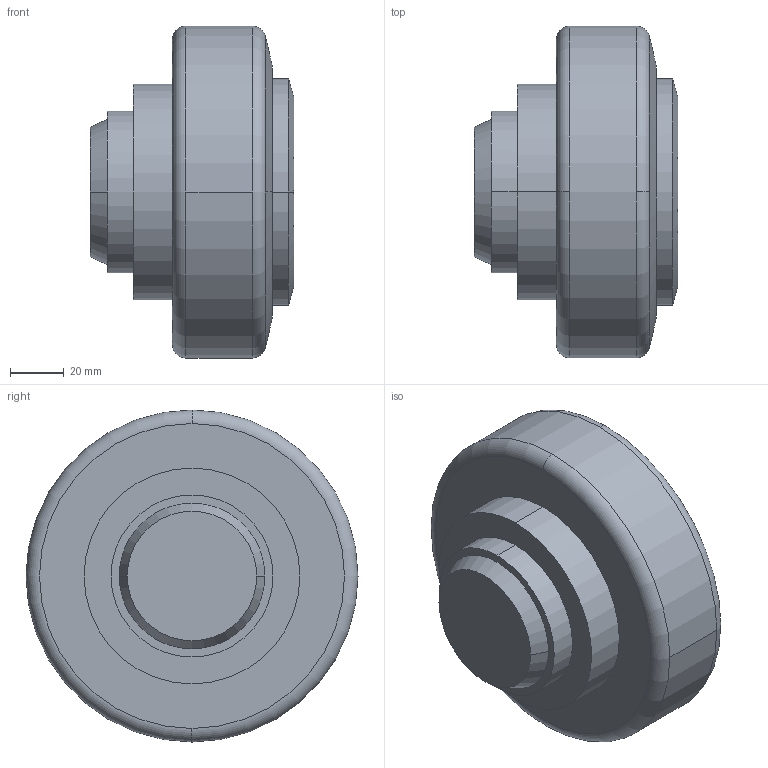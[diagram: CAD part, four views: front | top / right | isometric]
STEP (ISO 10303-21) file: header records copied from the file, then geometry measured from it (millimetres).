
FILE_DESCRIPTION(('STEP AP203'),'1');
FILE_NAME('200_018_002_without_distance_washer.stp','2014-08-06T06:31:10',('TraceParts'),('TraceParts S.A.'),'XStep 1.0',' ',' ');
FILE_SCHEMA(('CONFIG_CONTROL_DESIGN'));
Length unit declared in the file: millimetre
Products named in the file (1): 1
Bounding box: 75.5 x 123 x 123 mm (x, y, z)
Volume: 583049.9 mm3; surface area: 43410 mm2
Topology: 1 solids, 1 shells, 48 faces, 119 edges, 79 vertices
Faces by surface type: plane 22, cylinder 12, torus 8, cone 6
Entity records: 1512 total; most frequent: DIRECTION 274, CARTESIAN_POINT 267, ORIENTED_EDGE 238, EDGE_CURVE 119, AXIS2_PLACEMENT_3D 110, VERTEX_POINT 79, CIRCLE 61, EDGE_LOOP 54
